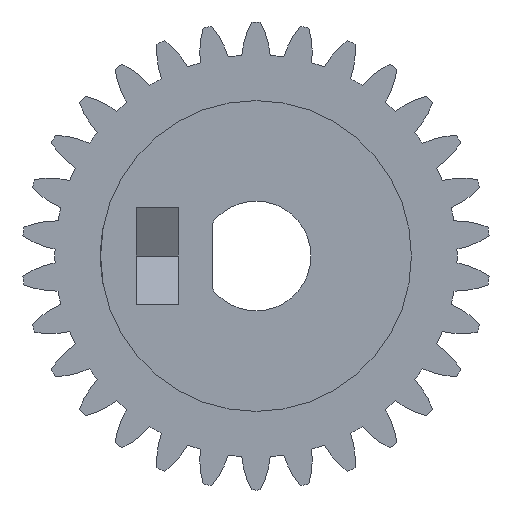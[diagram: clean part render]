
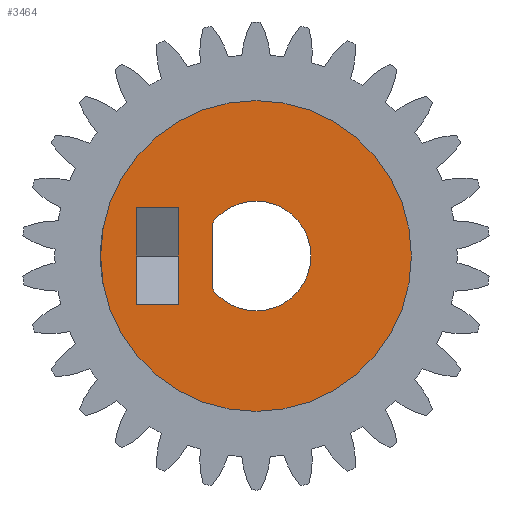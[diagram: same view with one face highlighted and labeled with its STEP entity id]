
A CAD part, left-side view. The second image highlights one B-rep face of the part: STEP entity #3464.
In plain terms, the highlighted planar face has unit normal (-1, 0, 0).
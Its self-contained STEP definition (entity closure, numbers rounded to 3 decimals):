
#65 = ORIENTED_EDGE ( 'NONE', *, *, #4710, .T. ) ;
#73 = CARTESIAN_POINT ( 'NONE',  ( -8., 4.376, 2.65 ) ) ;
#108 = EDGE_LOOP ( 'NONE', ( #4195, #3979, #5025, #972 ) ) ;
#177 = DIRECTION ( 'NONE',  ( 0., 0., 1. ) ) ;
#214 = ORIENTED_EDGE ( 'NONE', *, *, #3295, .F. ) ;
#488 = AXIS2_PLACEMENT_3D ( 'NONE', #3111, #1024, #2266 ) ;
#554 = EDGE_CURVE ( 'NONE', #2242, #3158, #2223, .T. ) ;
#582 = EDGE_CURVE ( 'NONE', #4641, #1163, #3739, .T. ) ;
#738 = CIRCLE ( 'NONE', #3746, 8.5 ) ;
#958 = DIRECTION ( 'NONE',  ( 0., 0., 1. ) ) ;
#963 = CARTESIAN_POINT ( 'NONE',  ( -8., 6.55, 2.65 ) ) ;
#972 = ORIENTED_EDGE ( 'NONE', *, *, #582, .F. ) ;
#1024 = DIRECTION ( 'NONE',  ( -1., 0., 0. ) ) ;
#1028 = VECTOR ( 'NONE', #2749, 1000. ) ;
#1163 = VERTEX_POINT ( 'NONE', #4714 ) ;
#1186 = CARTESIAN_POINT ( 'NONE',  ( -8., 0., -3. ) ) ;
#1250 = EDGE_CURVE ( 'NONE', #1163, #2856, #3011, .T. ) ;
#1330 = DIRECTION ( 'NONE',  ( -1., 0., 0. ) ) ;
#1332 = CARTESIAN_POINT ( 'NONE',  ( -8., 0., 0. ) ) ;
#1340 = CARTESIAN_POINT ( 'NONE',  ( -8., 4.25, -2.65 ) ) ;
#1433 = CIRCLE ( 'NONE', #488, 3. ) ;
#1512 = VECTOR ( 'NONE', #4766, 1000. ) ;
#1540 = DIRECTION ( 'NONE',  ( 0., 0., 1. ) ) ;
#1577 = CARTESIAN_POINT ( 'NONE',  ( -8., 4.376, -2.65 ) ) ;
#1658 = CARTESIAN_POINT ( 'NONE',  ( -8., 0., 0. ) ) ;
#1744 = CARTESIAN_POINT ( 'NONE',  ( -8., 0., 0. ) ) ;
#1777 = ORIENTED_EDGE ( 'NONE', *, *, #554, .F. ) ;
#1837 = EDGE_LOOP ( 'NONE', ( #2308, #2157, #214, #1777 ) ) ;
#2000 = CARTESIAN_POINT ( 'NONE',  ( -8., 4.25, -19.297 ) ) ;
#2133 = DIRECTION ( 'NONE',  ( 0., 1., 0. ) ) ;
#2157 = ORIENTED_EDGE ( 'NONE', *, *, #3768, .T. ) ;
#2172 = FACE_BOUND ( 'NONE', #1837, .T. ) ;
#2223 = LINE ( 'NONE', #73, #2977 ) ;
#2242 = VERTEX_POINT ( 'NONE', #3171 ) ;
#2246 = CARTESIAN_POINT ( 'NONE',  ( -8., 2.4, -19.297 ) ) ;
#2266 = DIRECTION ( 'NONE',  ( 0., 0., 1. ) ) ;
#2291 = CARTESIAN_POINT ( 'NONE',  ( -8., 2.4, 1.8 ) ) ;
#2308 = ORIENTED_EDGE ( 'NONE', *, *, #4139, .T. ) ;
#2381 = DIRECTION ( 'NONE',  ( -1., 0., 0. ) ) ;
#2433 = DIRECTION ( 'NONE',  ( 0., 0., 1. ) ) ;
#2460 = DIRECTION ( 'NONE',  ( 0., 0., 1. ) ) ;
#2624 = VERTEX_POINT ( 'NONE', #4321 ) ;
#2679 = VECTOR ( 'NONE', #2133, 1000. ) ;
#2705 = LINE ( 'NONE', #2246, #1512 ) ;
#2718 = CARTESIAN_POINT ( 'NONE',  ( -8., 6.55, -19.297 ) ) ;
#2749 = DIRECTION ( 'NONE',  ( 0., 0., -1. ) ) ;
#2789 = VERTEX_POINT ( 'NONE', #2895 ) ;
#2856 = VERTEX_POINT ( 'NONE', #2291 ) ;
#2895 = CARTESIAN_POINT ( 'NONE',  ( -8., 2.4, -1.8 ) ) ;
#2977 = VECTOR ( 'NONE', #4296, 1000. ) ;
#3011 = CIRCLE ( 'NONE', #3765, 3. ) ;
#3015 = PLANE ( 'NONE',  #3282 ) ;
#3111 = CARTESIAN_POINT ( 'NONE',  ( -8., 0., 0. ) ) ;
#3158 = VERTEX_POINT ( 'NONE', #963 ) ;
#3171 = CARTESIAN_POINT ( 'NONE',  ( -8., 4.25, 2.65 ) ) ;
#3172 = VERTEX_POINT ( 'NONE', #1340 ) ;
#3276 = DIRECTION ( 'NONE',  ( -1., 0., 0. ) ) ;
#3282 = AXIS2_PLACEMENT_3D ( 'NONE', #1332, #3415, #958 ) ;
#3295 = EDGE_CURVE ( 'NONE', #3158, #2624, #4756, .T. ) ;
#3415 = DIRECTION ( 'NONE',  ( -1., 0., 0. ) ) ;
#3464 = ADVANCED_FACE ( 'NONE', ( #5051, #4644, #2172 ), #3015, .T. ) ;
#3496 = AXIS2_PLACEMENT_3D ( 'NONE', #4880, #5229, #1540 ) ;
#3739 = CIRCLE ( 'NONE', #3912, 3. ) ;
#3746 = AXIS2_PLACEMENT_3D ( 'NONE', #1658, #3276, #2460 ) ;
#3765 = AXIS2_PLACEMENT_3D ( 'NONE', #4879, #2381, #2433 ) ;
#3768 = EDGE_CURVE ( 'NONE', #3172, #2624, #5010, .T. ) ;
#3912 = AXIS2_PLACEMENT_3D ( 'NONE', #1744, #1330, #177 ) ;
#3921 = EDGE_LOOP ( 'NONE', ( #5178, #65 ) ) ;
#3979 = ORIENTED_EDGE ( 'NONE', *, *, #4568, .T. ) ;
#4036 = LINE ( 'NONE', #2000, #4738 ) ;
#4139 = EDGE_CURVE ( 'NONE', #2242, #3172, #4036, .T. ) ;
#4168 = VERTEX_POINT ( 'NONE', #5193 ) ;
#4195 = ORIENTED_EDGE ( 'NONE', *, *, #4969, .F. ) ;
#4284 = CARTESIAN_POINT ( 'NONE',  ( -8., 0., 8.5 ) ) ;
#4296 = DIRECTION ( 'NONE',  ( 0., 1., 0. ) ) ;
#4321 = CARTESIAN_POINT ( 'NONE',  ( -8., 6.55, -2.65 ) ) ;
#4568 = EDGE_CURVE ( 'NONE', #2789, #2856, #2705, .T. ) ;
#4641 = VERTEX_POINT ( 'NONE', #1186 ) ;
#4644 = FACE_BOUND ( 'NONE', #108, .T. ) ;
#4688 = EDGE_CURVE ( 'NONE', #4168, #4882, #5122, .T. ) ;
#4710 = EDGE_CURVE ( 'NONE', #4882, #4168, #738, .T. ) ;
#4714 = CARTESIAN_POINT ( 'NONE',  ( -8., 0., 3. ) ) ;
#4738 = VECTOR ( 'NONE', #5223, 1000. ) ;
#4756 = LINE ( 'NONE', #2718, #1028 ) ;
#4766 = DIRECTION ( 'NONE',  ( 0., 0., 1. ) ) ;
#4879 = CARTESIAN_POINT ( 'NONE',  ( -8., 0., 0. ) ) ;
#4880 = CARTESIAN_POINT ( 'NONE',  ( -8., 0., 0. ) ) ;
#4882 = VERTEX_POINT ( 'NONE', #4284 ) ;
#4969 = EDGE_CURVE ( 'NONE', #2789, #4641, #1433, .T. ) ;
#5010 = LINE ( 'NONE', #1577, #2679 ) ;
#5025 = ORIENTED_EDGE ( 'NONE', *, *, #1250, .F. ) ;
#5051 = FACE_OUTER_BOUND ( 'NONE', #3921, .T. ) ;
#5122 = CIRCLE ( 'NONE', #3496, 8.5 ) ;
#5178 = ORIENTED_EDGE ( 'NONE', *, *, #4688, .T. ) ;
#5193 = CARTESIAN_POINT ( 'NONE',  ( -8., 0., -8.5 ) ) ;
#5223 = DIRECTION ( 'NONE',  ( 0., 0., -1. ) ) ;
#5229 = DIRECTION ( 'NONE',  ( -1., 0., 0. ) ) ;
